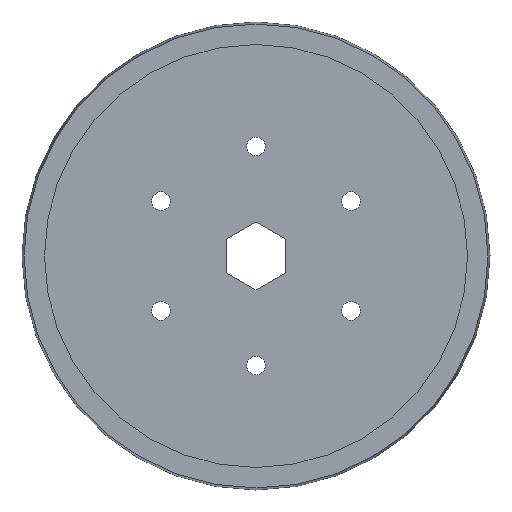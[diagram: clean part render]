
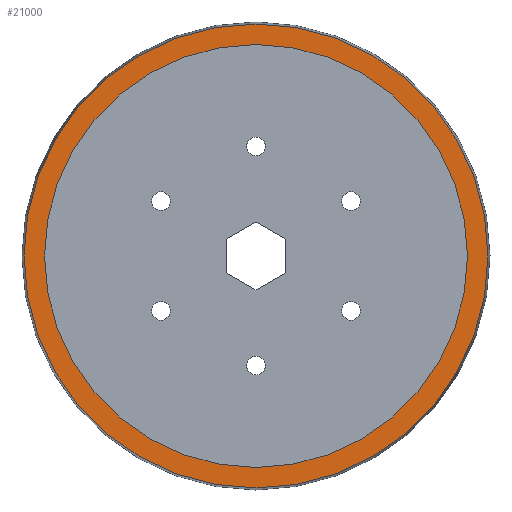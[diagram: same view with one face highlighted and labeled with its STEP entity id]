
A CAD part, left-side view. The second image highlights one B-rep face of the part: STEP entity #21000.
In plain terms, the highlighted planar face has unit normal (-1, 0, 0).
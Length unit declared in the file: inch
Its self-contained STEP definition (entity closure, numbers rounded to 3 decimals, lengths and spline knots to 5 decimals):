
#591 = AXIS2_PLACEMENT_3D ( 'NONE', #14205, #19403, #1510 ) ;
#1510 = DIRECTION ( 'NONE',  ( 0., -1., 0. ) ) ;
#1688 = ORIENTED_EDGE ( 'NONE', *, *, #6933, .F. ) ;
#1748 = DIRECTION ( 'NONE',  ( 0., -1., 0. ) ) ;
#1769 = DIRECTION ( 'NONE',  ( -1., 0., 0. ) ) ;
#1814 = CARTESIAN_POINT ( 'NONE',  ( -0.54819, 0., 0. ) ) ;
#2480 = DIRECTION ( 'NONE',  ( 0., 1., 0. ) ) ;
#2502 = DIRECTION ( 'NONE',  ( 1., 0., 0. ) ) ;
#2522 = CARTESIAN_POINT ( 'NONE',  ( -0.54819, 1.80754, 0. ) ) ;
#2548 = PLANE ( 'NONE',  #5250 ) ;
#4033 = CIRCLE ( 'NONE', #7027, 1.98254 ) ;
#4053 = VERTEX_POINT ( 'NONE', #13039 ) ;
#4245 = AXIS2_PLACEMENT_3D ( 'NONE', #19427, #20346, #5004 ) ;
#4508 = VERTEX_POINT ( 'NONE', #4801 ) ;
#4643 = ORIENTED_EDGE ( 'NONE', *, *, #10174, .T. ) ;
#4801 = CARTESIAN_POINT ( 'NONE',  ( -0.54819, 1.98254, 0. ) ) ;
#4981 = CIRCLE ( 'NONE', #13833, 1.98254 ) ;
#5004 = DIRECTION ( 'NONE',  ( 0., -1., 0. ) ) ;
#5250 = AXIS2_PLACEMENT_3D ( 'NONE', #2522, #2502, #2480 ) ;
#6017 = DIRECTION ( 'NONE',  ( 0., -1., 0. ) ) ;
#6933 = EDGE_CURVE ( 'NONE', #10789, #20272, #15166, .T. ) ;
#7016 = FACE_OUTER_BOUND ( 'NONE', #15007, .T. ) ;
#7027 = AXIS2_PLACEMENT_3D ( 'NONE', #17568, #19681, #6017 ) ;
#7431 = EDGE_CURVE ( 'NONE', #20272, #10789, #12651, .T. ) ;
#9548 = CARTESIAN_POINT ( 'NONE',  ( -0.54819, 1.80754, 0. ) ) ;
#10174 = EDGE_CURVE ( 'NONE', #4053, #4508, #4981, .T. ) ;
#10789 = VERTEX_POINT ( 'NONE', #9548 ) ;
#12100 = EDGE_LOOP ( 'NONE', ( #1688, #17126 ) ) ;
#12651 = CIRCLE ( 'NONE', #591, 1.80754 ) ;
#12764 = FACE_BOUND ( 'NONE', #12100, .T. ) ;
#13039 = CARTESIAN_POINT ( 'NONE',  ( -0.54819, -1.98254, 0. ) ) ;
#13147 = ORIENTED_EDGE ( 'NONE', *, *, #19269, .T. ) ;
#13833 = AXIS2_PLACEMENT_3D ( 'NONE', #1814, #1769, #1748 ) ;
#14205 = CARTESIAN_POINT ( 'NONE',  ( -0.54819, 0., 0. ) ) ;
#15007 = EDGE_LOOP ( 'NONE', ( #13147, #4643 ) ) ;
#15166 = CIRCLE ( 'NONE', #4245, 1.80754 ) ;
#16930 = CARTESIAN_POINT ( 'NONE',  ( -0.54819, -1.80754, 0. ) ) ;
#17126 = ORIENTED_EDGE ( 'NONE', *, *, #7431, .F. ) ;
#17568 = CARTESIAN_POINT ( 'NONE',  ( -0.54819, 0., 0. ) ) ;
#19269 = EDGE_CURVE ( 'NONE', #4508, #4053, #4033, .T. ) ;
#19403 = DIRECTION ( 'NONE',  ( -1., 0., 0. ) ) ;
#19427 = CARTESIAN_POINT ( 'NONE',  ( -0.54819, 0., 0. ) ) ;
#19681 = DIRECTION ( 'NONE',  ( -1., 0., 0. ) ) ;
#20272 = VERTEX_POINT ( 'NONE', #16930 ) ;
#20346 = DIRECTION ( 'NONE',  ( -1., 0., 0. ) ) ;
#21000 = ADVANCED_FACE ( 'NONE', ( #12764, #7016 ), #2548, .F. ) ;
